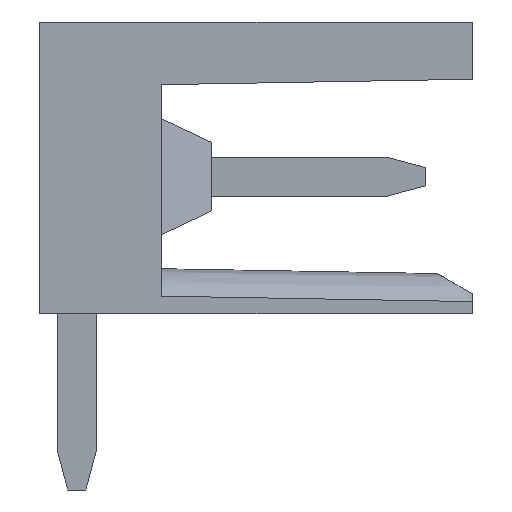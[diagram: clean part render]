
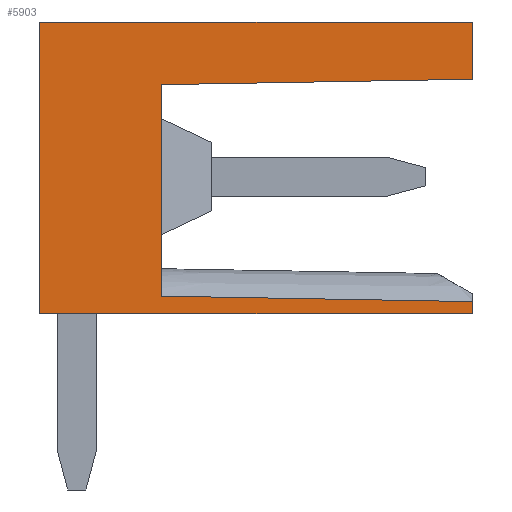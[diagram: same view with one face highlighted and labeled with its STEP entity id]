
A CAD part, left-side view. The second image highlights one B-rep face of the part: STEP entity #5903.
In plain terms, the highlighted planar face has unit normal (-1, 0, 0).
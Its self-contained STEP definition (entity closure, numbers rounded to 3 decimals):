
#5874=AXIS2_PLACEMENT_3D('Plane Axis2P3D',#5871,#5872,#5873) ;
#409=CARTESIAN_POINT('Vertex',(0.,11.05,11.95)) ;
#412=CARTESIAN_POINT('Line Origine',(0.,5.525,11.95)) ;
#416=CARTESIAN_POINT('Vertex',(0.,0.,11.95)) ;
#1092=CARTESIAN_POINT('Vertex',(0.,7.95,10.35)) ;
#1095=CARTESIAN_POINT('Line Origine',(0.,7.95,7.65)) ;
#1099=CARTESIAN_POINT('Vertex',(0.,7.95,4.95)) ;
#2066=CARTESIAN_POINT('Vertex',(0.,11.05,4.5)) ;
#2069=CARTESIAN_POINT('Line Origine',(0.,11.05,8.225)) ;
#4719=CARTESIAN_POINT('Vertex',(0.,0.,4.811)) ;
#4722=CARTESIAN_POINT('Line Origine',(0.,0.,4.656)) ;
#4726=CARTESIAN_POINT('Vertex',(0.,0.,4.5)) ;
#4772=CARTESIAN_POINT('Line Origine',(0.,5.525,4.5)) ;
#5871=CARTESIAN_POINT('Axis2P3D Location',(0.,0.,1.3)) ;
#5876=CARTESIAN_POINT('Line Origine',(0.,0.,11.219)) ;
#5880=CARTESIAN_POINT('Vertex',(0.,0.,10.489)) ;
#5883=CARTESIAN_POINT('Line Origine',(0.,3.975,4.881)) ;
#5888=CARTESIAN_POINT('Line Origine',(0.,3.975,10.419)) ;
#413=DIRECTION('Vector Direction',(0.,-1.,0.)) ;
#1096=DIRECTION('Vector Direction',(0.,0.,1.)) ;
#2070=DIRECTION('Vector Direction',(0.,0.,1.)) ;
#4723=DIRECTION('Vector Direction',(0.,0.,-1.)) ;
#4773=DIRECTION('Vector Direction',(0.,1.,0.)) ;
#5872=DIRECTION('Axis2P3D Direction',(-1.,0.,0.)) ;
#5873=DIRECTION('Axis2P3D XDirection',(0.,-1.,0.)) ;
#5877=DIRECTION('Vector Direction',(0.,0.,-1.)) ;
#5884=DIRECTION('Vector Direction',(0.,1.,0.017)) ;
#5889=DIRECTION('Vector Direction',(0.,1.,-0.017)) ;
#414=VECTOR('Line Direction',#413,1.) ;
#1097=VECTOR('Line Direction',#1096,1.) ;
#2071=VECTOR('Line Direction',#2070,1.) ;
#4724=VECTOR('Line Direction',#4723,1.) ;
#4774=VECTOR('Line Direction',#4773,1.) ;
#5878=VECTOR('Line Direction',#5877,1.) ;
#5885=VECTOR('Line Direction',#5884,1.) ;
#5890=VECTOR('Line Direction',#5889,1.) ;
#5894=ORIENTED_EDGE('',*,*,#5882,.T.) ;
#5895=ORIENTED_EDGE('',*,*,#418,.T.) ;
#5896=ORIENTED_EDGE('',*,*,#2073,.T.) ;
#5897=ORIENTED_EDGE('',*,*,#4776,.T.) ;
#5898=ORIENTED_EDGE('',*,*,#4728,.T.) ;
#5899=ORIENTED_EDGE('',*,*,#5887,.F.) ;
#5900=ORIENTED_EDGE('',*,*,#1101,.F.) ;
#5901=ORIENTED_EDGE('',*,*,#5892,.F.) ;
#5903=ADVANCED_FACE('HOUSING',(#5902),#5875,.T.) ;
#418=EDGE_CURVE('',#417,#410,#415,.F.) ;
#1101=EDGE_CURVE('',#1093,#1100,#1098,.F.) ;
#2073=EDGE_CURVE('',#410,#2067,#2072,.F.) ;
#4728=EDGE_CURVE('',#4727,#4720,#4725,.F.) ;
#4776=EDGE_CURVE('',#2067,#4727,#4775,.F.) ;
#5882=EDGE_CURVE('',#5881,#417,#5879,.F.) ;
#5887=EDGE_CURVE('',#1100,#4720,#5886,.F.) ;
#5892=EDGE_CURVE('',#5881,#1093,#5891,.T.) ;
#5893=EDGE_LOOP('',(#5894,#5895,#5896,#5897,#5898,#5899,#5900,#5901)) ;
#5902=FACE_OUTER_BOUND('',#5893,.T.) ;
#415=LINE('Line',#412,#414) ;
#1098=LINE('Line',#1095,#1097) ;
#2072=LINE('Line',#2069,#2071) ;
#4725=LINE('Line',#4722,#4724) ;
#4775=LINE('Line',#4772,#4774) ;
#5879=LINE('Line',#5876,#5878) ;
#5886=LINE('Line',#5883,#5885) ;
#5891=LINE('Line',#5888,#5890) ;
#5875=PLANE('',#5874) ;
#410=VERTEX_POINT('',#409) ;
#417=VERTEX_POINT('',#416) ;
#1093=VERTEX_POINT('',#1092) ;
#1100=VERTEX_POINT('',#1099) ;
#2067=VERTEX_POINT('',#2066) ;
#4720=VERTEX_POINT('',#4719) ;
#4727=VERTEX_POINT('',#4726) ;
#5881=VERTEX_POINT('',#5880) ;
